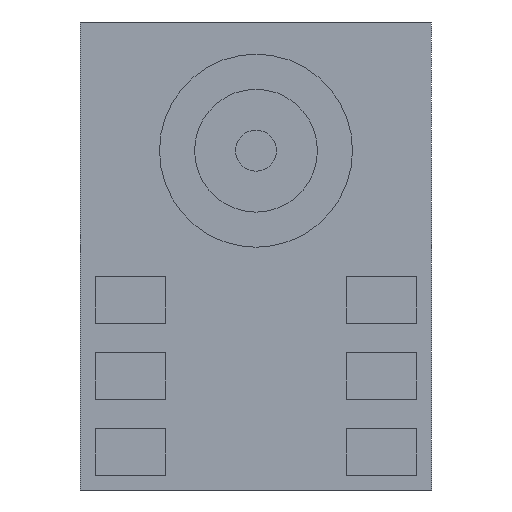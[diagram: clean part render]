
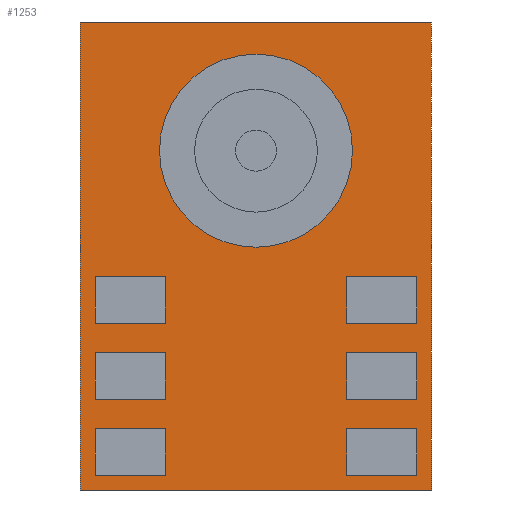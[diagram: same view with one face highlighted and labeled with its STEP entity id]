
A CAD part, front view. The second image highlights one B-rep face of the part: STEP entity #1253.
In plain terms, the highlighted planar face has unit normal (0, -1, 0).
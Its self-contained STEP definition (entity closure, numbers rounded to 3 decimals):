
#17=FACE_BOUND('',#486,.T.);
#18=FACE_BOUND('',#487,.T.);
#19=FACE_BOUND('',#488,.T.);
#20=FACE_BOUND('',#489,.T.);
#21=FACE_BOUND('',#490,.T.);
#22=FACE_BOUND('',#491,.T.);
#23=FACE_BOUND('',#492,.T.);
#63=PLANE('',#1383);
#103=LINE('',#1913,#230);
#107=LINE('',#1921,#234);
#110=LINE('',#1927,#237);
#113=LINE('',#1932,#240);
#117=LINE('',#1951,#244);
#121=LINE('',#1959,#248);
#124=LINE('',#1965,#251);
#127=LINE('',#1970,#254);
#129=LINE('',#1976,#256);
#133=LINE('',#1984,#260);
#136=LINE('',#1990,#263);
#139=LINE('',#1995,#266);
#141=LINE('',#2001,#268);
#145=LINE('',#2009,#272);
#148=LINE('',#2015,#275);
#151=LINE('',#2020,#278);
#153=LINE('',#2026,#280);
#157=LINE('',#2034,#284);
#160=LINE('',#2040,#287);
#163=LINE('',#2045,#290);
#165=LINE('',#2051,#292);
#169=LINE('',#2059,#296);
#172=LINE('',#2065,#299);
#175=LINE('',#2070,#302);
#177=LINE('',#2076,#304);
#178=LINE('',#2078,#305);
#179=LINE('',#2080,#306);
#180=LINE('',#2081,#307);
#230=VECTOR('',#1562,10.);
#234=VECTOR('',#1568,10.);
#237=VECTOR('',#1573,10.);
#240=VECTOR('',#1578,10.);
#244=VECTOR('',#1600,10.);
#248=VECTOR('',#1606,10.);
#251=VECTOR('',#1611,10.);
#254=VECTOR('',#1616,10.);
#256=VECTOR('',#1622,10.);
#260=VECTOR('',#1628,10.);
#263=VECTOR('',#1633,10.);
#266=VECTOR('',#1638,10.);
#268=VECTOR('',#1644,10.);
#272=VECTOR('',#1650,10.);
#275=VECTOR('',#1655,10.);
#278=VECTOR('',#1660,10.);
#280=VECTOR('',#1666,10.);
#284=VECTOR('',#1672,10.);
#287=VECTOR('',#1677,10.);
#290=VECTOR('',#1682,10.);
#292=VECTOR('',#1688,10.);
#296=VECTOR('',#1694,10.);
#299=VECTOR('',#1699,10.);
#302=VECTOR('',#1704,10.);
#304=VECTOR('',#1710,10.);
#305=VECTOR('',#1711,10.);
#306=VECTOR('',#1712,10.);
#307=VECTOR('',#1713,10.);
#407=FACE_OUTER_BOUND('',#485,.T.);
#485=EDGE_LOOP('',(#1090,#1091,#1092,#1093));
#486=EDGE_LOOP('',(#1094,#1095,#1096,#1097));
#487=EDGE_LOOP('',(#1098,#1099,#1100,#1101));
#488=EDGE_LOOP('',(#1102,#1103,#1104,#1105));
#489=EDGE_LOOP('',(#1106,#1107,#1108,#1109));
#490=EDGE_LOOP('',(#1110,#1111,#1112,#1113));
#491=EDGE_LOOP('',(#1114));
#492=EDGE_LOOP('',(#1115,#1116,#1117,#1118));
#549=CIRCLE('',#1355,0.825);
#597=VERTEX_POINT('',#1911);
#598=VERTEX_POINT('',#1912);
#601=VERTEX_POINT('',#1920);
#603=VERTEX_POINT('',#1926);
#607=VERTEX_POINT('',#1942);
#609=VERTEX_POINT('',#1949);
#610=VERTEX_POINT('',#1950);
#613=VERTEX_POINT('',#1958);
#615=VERTEX_POINT('',#1964);
#617=VERTEX_POINT('',#1974);
#618=VERTEX_POINT('',#1975);
#621=VERTEX_POINT('',#1983);
#623=VERTEX_POINT('',#1989);
#625=VERTEX_POINT('',#1999);
#626=VERTEX_POINT('',#2000);
#629=VERTEX_POINT('',#2008);
#631=VERTEX_POINT('',#2014);
#633=VERTEX_POINT('',#2024);
#634=VERTEX_POINT('',#2025);
#637=VERTEX_POINT('',#2033);
#639=VERTEX_POINT('',#2039);
#641=VERTEX_POINT('',#2049);
#642=VERTEX_POINT('',#2050);
#645=VERTEX_POINT('',#2058);
#647=VERTEX_POINT('',#2064);
#649=VERTEX_POINT('',#2074);
#650=VERTEX_POINT('',#2075);
#651=VERTEX_POINT('',#2077);
#652=VERTEX_POINT('',#2079);
#731=EDGE_CURVE('',#597,#598,#103,.T.);
#735=EDGE_CURVE('',#601,#597,#107,.T.);
#738=EDGE_CURVE('',#603,#601,#110,.T.);
#741=EDGE_CURVE('',#598,#603,#113,.T.);
#746=EDGE_CURVE('',#607,#607,#549,.T.);
#749=EDGE_CURVE('',#609,#610,#117,.T.);
#753=EDGE_CURVE('',#613,#609,#121,.T.);
#756=EDGE_CURVE('',#615,#613,#124,.T.);
#759=EDGE_CURVE('',#610,#615,#127,.T.);
#761=EDGE_CURVE('',#617,#618,#129,.T.);
#765=EDGE_CURVE('',#621,#617,#133,.T.);
#768=EDGE_CURVE('',#623,#621,#136,.T.);
#771=EDGE_CURVE('',#618,#623,#139,.T.);
#773=EDGE_CURVE('',#625,#626,#141,.T.);
#777=EDGE_CURVE('',#629,#625,#145,.T.);
#780=EDGE_CURVE('',#631,#629,#148,.T.);
#783=EDGE_CURVE('',#626,#631,#151,.T.);
#785=EDGE_CURVE('',#633,#634,#153,.T.);
#789=EDGE_CURVE('',#637,#633,#157,.T.);
#792=EDGE_CURVE('',#639,#637,#160,.T.);
#795=EDGE_CURVE('',#634,#639,#163,.T.);
#797=EDGE_CURVE('',#641,#642,#165,.T.);
#801=EDGE_CURVE('',#645,#641,#169,.T.);
#804=EDGE_CURVE('',#647,#645,#172,.T.);
#807=EDGE_CURVE('',#642,#647,#175,.T.);
#809=EDGE_CURVE('',#649,#650,#177,.T.);
#810=EDGE_CURVE('',#650,#651,#178,.T.);
#811=EDGE_CURVE('',#651,#652,#179,.T.);
#812=EDGE_CURVE('',#652,#649,#180,.T.);
#1090=ORIENTED_EDGE('',*,*,#809,.T.);
#1091=ORIENTED_EDGE('',*,*,#810,.T.);
#1092=ORIENTED_EDGE('',*,*,#811,.T.);
#1093=ORIENTED_EDGE('',*,*,#812,.T.);
#1094=ORIENTED_EDGE('',*,*,#797,.T.);
#1095=ORIENTED_EDGE('',*,*,#807,.T.);
#1096=ORIENTED_EDGE('',*,*,#804,.T.);
#1097=ORIENTED_EDGE('',*,*,#801,.T.);
#1098=ORIENTED_EDGE('',*,*,#785,.T.);
#1099=ORIENTED_EDGE('',*,*,#795,.T.);
#1100=ORIENTED_EDGE('',*,*,#792,.T.);
#1101=ORIENTED_EDGE('',*,*,#789,.T.);
#1102=ORIENTED_EDGE('',*,*,#773,.T.);
#1103=ORIENTED_EDGE('',*,*,#783,.T.);
#1104=ORIENTED_EDGE('',*,*,#780,.T.);
#1105=ORIENTED_EDGE('',*,*,#777,.T.);
#1106=ORIENTED_EDGE('',*,*,#761,.T.);
#1107=ORIENTED_EDGE('',*,*,#771,.T.);
#1108=ORIENTED_EDGE('',*,*,#768,.T.);
#1109=ORIENTED_EDGE('',*,*,#765,.T.);
#1110=ORIENTED_EDGE('',*,*,#749,.T.);
#1111=ORIENTED_EDGE('',*,*,#759,.T.);
#1112=ORIENTED_EDGE('',*,*,#756,.T.);
#1113=ORIENTED_EDGE('',*,*,#753,.T.);
#1114=ORIENTED_EDGE('',*,*,#746,.T.);
#1115=ORIENTED_EDGE('',*,*,#731,.T.);
#1116=ORIENTED_EDGE('',*,*,#741,.T.);
#1117=ORIENTED_EDGE('',*,*,#738,.T.);
#1118=ORIENTED_EDGE('',*,*,#735,.T.);
#1253=ADVANCED_FACE('',(#407,#17,#18,#19,#20,#21,#22,#23),#63,.F.);
#1355=AXIS2_PLACEMENT_3D('',#1943,#1591,#1592);
#1383=AXIS2_PLACEMENT_3D('',#2073,#1708,#1709);
#1562=DIRECTION('',(1.,0.,0.));
#1568=DIRECTION('',(0.,0.,1.));
#1573=DIRECTION('',(-1.,0.,0.));
#1578=DIRECTION('',(0.,0.,-1.));
#1591=DIRECTION('center_axis',(0.,1.,0.));
#1592=DIRECTION('ref_axis',(1.,0.,0.));
#1600=DIRECTION('',(0.,0.,-1.));
#1606=DIRECTION('',(1.,0.,0.));
#1611=DIRECTION('',(0.,0.,1.));
#1616=DIRECTION('',(-1.,0.,0.));
#1622=DIRECTION('',(0.,0.,-1.));
#1628=DIRECTION('',(1.,0.,0.));
#1633=DIRECTION('',(0.,0.,1.));
#1638=DIRECTION('',(-1.,0.,0.));
#1644=DIRECTION('',(0.,0.,-1.));
#1650=DIRECTION('',(1.,0.,0.));
#1655=DIRECTION('',(0.,0.,1.));
#1660=DIRECTION('',(-1.,0.,0.));
#1666=DIRECTION('',(1.,0.,0.));
#1672=DIRECTION('',(0.,0.,1.));
#1677=DIRECTION('',(-1.,0.,0.));
#1682=DIRECTION('',(0.,0.,-1.));
#1688=DIRECTION('',(1.,0.,0.));
#1694=DIRECTION('',(0.,0.,1.));
#1699=DIRECTION('',(-1.,0.,0.));
#1704=DIRECTION('',(0.,0.,-1.));
#1708=DIRECTION('center_axis',(0.,1.,0.));
#1709=DIRECTION('ref_axis',(1.,0.,0.));
#1710=DIRECTION('',(-1.,0.,0.));
#1711=DIRECTION('',(0.,0.,-1.));
#1712=DIRECTION('',(1.,0.,0.));
#1713=DIRECTION('',(0.,0.,1.));
#1911=CARTESIAN_POINT('',(-1.375,0.,-1.475));
#1912=CARTESIAN_POINT('',(-0.775,0.,-1.475));
#1913=CARTESIAN_POINT('',(-0.688,0.,-1.475));
#1920=CARTESIAN_POINT('',(-1.375,0.,-1.875));
#1921=CARTESIAN_POINT('',(-1.375,0.,-0.938));
#1926=CARTESIAN_POINT('',(-0.775,0.,-1.875));
#1927=CARTESIAN_POINT('',(-0.388,0.,-1.875));
#1932=CARTESIAN_POINT('',(-0.775,0.,-0.738));
#1942=CARTESIAN_POINT('',(-0.825,0.,0.9));
#1943=CARTESIAN_POINT('Origin',(0.,0.,0.9));
#1949=CARTESIAN_POINT('',(1.375,0.,-1.475));
#1950=CARTESIAN_POINT('',(1.375,0.,-1.875));
#1951=CARTESIAN_POINT('',(1.375,0.,-0.738));
#1958=CARTESIAN_POINT('',(0.775,0.,-1.475));
#1959=CARTESIAN_POINT('',(0.388,0.,-1.475));
#1964=CARTESIAN_POINT('',(0.775,0.,-1.875));
#1965=CARTESIAN_POINT('',(0.775,0.,-0.938));
#1970=CARTESIAN_POINT('',(0.688,0.,-1.875));
#1974=CARTESIAN_POINT('',(-0.775,0.,-0.825));
#1975=CARTESIAN_POINT('',(-0.775,0.,-1.225));
#1976=CARTESIAN_POINT('',(-0.775,0.,-0.413));
#1983=CARTESIAN_POINT('',(-1.375,0.,-0.825));
#1984=CARTESIAN_POINT('',(-0.688,0.,-0.825));
#1989=CARTESIAN_POINT('',(-1.375,0.,-1.225));
#1990=CARTESIAN_POINT('',(-1.375,0.,-0.613));
#1995=CARTESIAN_POINT('',(-0.388,0.,-1.225));
#1999=CARTESIAN_POINT('',(1.375,0.,-0.825));
#2000=CARTESIAN_POINT('',(1.375,0.,-1.225));
#2001=CARTESIAN_POINT('',(1.375,0.,-0.413));
#2008=CARTESIAN_POINT('',(0.775,0.,-0.825));
#2009=CARTESIAN_POINT('',(0.388,0.,-0.825));
#2014=CARTESIAN_POINT('',(0.775,0.,-1.225));
#2015=CARTESIAN_POINT('',(0.775,0.,-0.613));
#2020=CARTESIAN_POINT('',(0.688,0.,-1.225));
#2024=CARTESIAN_POINT('',(0.775,0.,-0.175));
#2025=CARTESIAN_POINT('',(1.375,0.,-0.175));
#2026=CARTESIAN_POINT('',(0.388,0.,-0.175));
#2033=CARTESIAN_POINT('',(0.775,0.,-0.575));
#2034=CARTESIAN_POINT('',(0.775,0.,-0.288));
#2039=CARTESIAN_POINT('',(1.375,0.,-0.575));
#2040=CARTESIAN_POINT('',(0.688,0.,-0.575));
#2045=CARTESIAN_POINT('',(1.375,0.,-0.088));
#2049=CARTESIAN_POINT('',(-1.375,0.,-0.175));
#2050=CARTESIAN_POINT('',(-0.775,0.,-0.175));
#2051=CARTESIAN_POINT('',(-0.688,0.,-0.175));
#2058=CARTESIAN_POINT('',(-1.375,0.,-0.575));
#2059=CARTESIAN_POINT('',(-1.375,0.,-0.288));
#2064=CARTESIAN_POINT('',(-0.775,0.,-0.575));
#2065=CARTESIAN_POINT('',(-0.388,0.,-0.575));
#2070=CARTESIAN_POINT('',(-0.775,0.,-0.088));
#2073=CARTESIAN_POINT('Origin',(0.,0.,0.));
#2074=CARTESIAN_POINT('',(1.5,0.,2.));
#2075=CARTESIAN_POINT('',(-1.5,0.,2.));
#2076=CARTESIAN_POINT('',(1.5,0.,2.));
#2077=CARTESIAN_POINT('',(-1.5,0.,-2.));
#2078=CARTESIAN_POINT('',(-1.5,0.,2.));
#2079=CARTESIAN_POINT('',(1.5,0.,-2.));
#2080=CARTESIAN_POINT('',(-1.5,0.,-2.));
#2081=CARTESIAN_POINT('',(1.5,0.,-2.));
